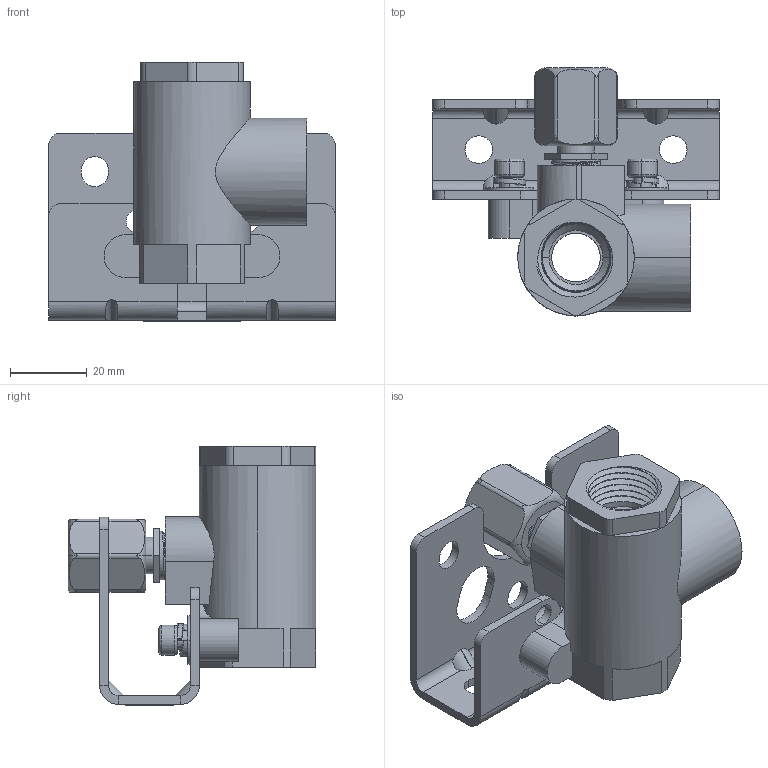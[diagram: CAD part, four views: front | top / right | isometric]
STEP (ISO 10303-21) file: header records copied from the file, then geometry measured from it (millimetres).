
FILE_DESCRIPTION (( 'STEP AP214' ), '1' );
FILE_NAME ('78D23.STEP', '2020-07-31T14:45:19', ( '' ), ( '' ), 'SwSTEP 2.0', 'SolidWorks 2019', '' );
FILE_SCHEMA (( 'AUTOMOTIVE_DESIGN' ));
Length unit declared in the file: inch
Products named in the file (14): EH3-78D_BODY; EH3-78D_STEM_PACKING; EH3-78D_STEM; EH3-78D; EH3-78D_RETAINER; EH3-78D_STEM_BEARING; EHPT-150; ehpt-109; EH3-78D_GLAND_NUT; eh-158; 500-0004; 78D23; EH-145; EH3-174
Assembly tree (16 placements, depth 3):
  78D23
    EH3-78D
      EH3-78D_BODY
      EH3-78D_STEM
      EH3-78D_STEM_BEARING
      EH3-78D_STEM_PACKING
      EH3-78D_GLAND_NUT
      EH3-78D_RETAINER
    EH3-174
    EHPT-150  x2
    ehpt-109  x2
    eh-158  x2
    EH-145
    500-0004
Bounding box: 74.93 x 64.77 x 67.82 mm (x, y, z)
Volume: 56197.1 mm3; surface area: 41848.1 mm2
Topology: 13 solids, 17 shells, 599 faces, 1572 edges, 1014 vertices
Faces by surface type: cylinder 258, plane 195, bspline 64, cone 62, torus 12, sphere 8
Entity records: 38202 total; most frequent: CARTESIAN_POINT 24728, ORIENTED_EDGE 2964, DIRECTION 2318, EDGE_CURVE 1484, VERTEX_POINT 960, AXIS2_PLACEMENT_3D 837, LINE 644, VECTOR 644
